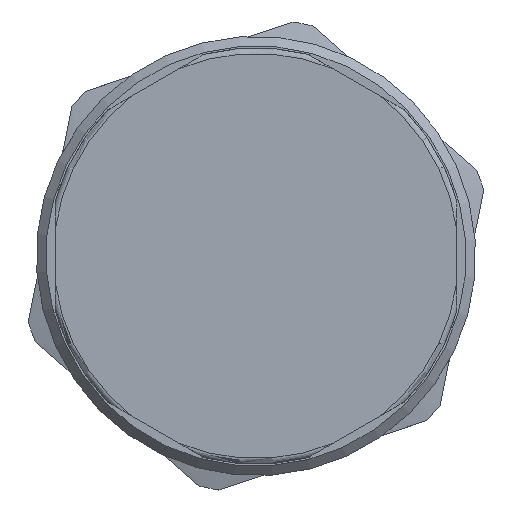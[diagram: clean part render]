
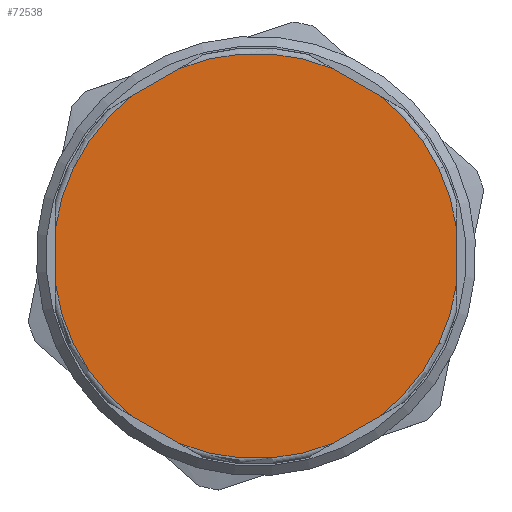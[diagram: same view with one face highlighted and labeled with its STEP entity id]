
A CAD part, left-side view. The second image highlights one B-rep face of the part: STEP entity #72538.
In plain terms, the highlighted planar face has unit normal (-1, 0, 0).
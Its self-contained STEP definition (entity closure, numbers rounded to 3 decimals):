
#71974=CARTESIAN_POINT('',(0.0,3.992,-9.82));
#71975=VERTEX_POINT('',#71974);
#71991=CARTESIAN_POINT('',(0.0,6.508,-8.367));
#71992=VERTEX_POINT('',#71991);
#71993=CARTESIAN_POINT('',(0.0,6.508,-8.367));
#71994=DIRECTION('',(0.0,-0.866,-0.5));
#71995=VECTOR('',#71994,2.905);
#71996=LINE('',#71993,#71995);
#71997=EDGE_CURVE('',#71992,#71975,#71996,.T.);
#72082=CARTESIAN_POINT('',(0.0,-6.508,-8.367));
#72083=VERTEX_POINT('',#72082);
#72099=CARTESIAN_POINT('',(0.0,-3.992,-9.82));
#72100=VERTEX_POINT('',#72099);
#72101=CARTESIAN_POINT('',(0.,-3.992,-9.82));
#72102=DIRECTION('',(0.0,-0.866,0.5));
#72103=VECTOR('',#72102,2.905);
#72104=LINE('',#72101,#72103);
#72105=EDGE_CURVE('',#72100,#72083,#72104,.T.);
#72190=CARTESIAN_POINT('',(0.0,-10.5,1.453));
#72191=VERTEX_POINT('',#72190);
#72207=CARTESIAN_POINT('',(0.0,-10.5,-1.453));
#72208=VERTEX_POINT('',#72207);
#72209=CARTESIAN_POINT('',(0.0,-10.5,-1.453));
#72210=DIRECTION('',(0.0,0.0,1.0));
#72211=VECTOR('',#72210,2.905);
#72212=LINE('',#72209,#72211);
#72213=EDGE_CURVE('',#72208,#72191,#72212,.T.);
#72298=CARTESIAN_POINT('',(0.0,-3.992,9.82));
#72299=VERTEX_POINT('',#72298);
#72315=CARTESIAN_POINT('',(0.0,-6.508,8.367));
#72316=VERTEX_POINT('',#72315);
#72317=CARTESIAN_POINT('',(0.,-6.508,8.367));
#72318=DIRECTION('',(0.0,0.866,0.5));
#72319=VECTOR('',#72318,2.905);
#72320=LINE('',#72317,#72319);
#72321=EDGE_CURVE('',#72316,#72299,#72320,.T.);
#72406=CARTESIAN_POINT('',(0.0,6.508,8.367));
#72407=VERTEX_POINT('',#72406);
#72423=CARTESIAN_POINT('',(0.0,3.992,9.82));
#72424=VERTEX_POINT('',#72423);
#72425=CARTESIAN_POINT('',(0.0,3.992,9.82));
#72426=DIRECTION('',(0.0,0.866,-0.5));
#72427=VECTOR('',#72426,2.905);
#72428=LINE('',#72425,#72427);
#72429=EDGE_CURVE('',#72424,#72407,#72428,.T.);
#72474=CARTESIAN_POINT('',(0.0,9.2,0.0));
#72475=DIRECTION('',(-1.0,0.0,0.0));
#72476=DIRECTION('',(0.0,0.0,1.0));
#72477=AXIS2_PLACEMENT_3D('',#72474,#72475,#72476);
#72478=PLANE('',#72477);
#72479=ORIENTED_EDGE('',*,*,#71997,.T.);
#72480=CARTESIAN_POINT('',(0.0,0.0,0.0));
#72481=DIRECTION('',(1.0,0.0,0.0));
#72482=DIRECTION('',(0.0,-1.0,0.0));
#72483=AXIS2_PLACEMENT_3D('',#72480,#72481,#72482);
#72484=CIRCLE('',#72483,10.6);
#72485=EDGE_CURVE('',#72100,#71975,#72484,.T.);
#72486=ORIENTED_EDGE('',*,*,#72485,.F.);
#72487=ORIENTED_EDGE('',*,*,#72105,.T.);
#72488=CARTESIAN_POINT('',(0.0,0.0,0.0));
#72489=DIRECTION('',(1.0,0.0,0.0));
#72490=DIRECTION('',(0.0,-1.0,0.0));
#72491=AXIS2_PLACEMENT_3D('',#72488,#72489,#72490);
#72492=CIRCLE('',#72491,10.6);
#72493=EDGE_CURVE('',#72208,#72083,#72492,.T.);
#72494=ORIENTED_EDGE('',*,*,#72493,.F.);
#72495=ORIENTED_EDGE('',*,*,#72213,.T.);
#72496=CARTESIAN_POINT('',(0.0,0.0,0.0));
#72497=DIRECTION('',(1.0,0.0,0.0));
#72498=DIRECTION('',(0.0,-1.0,0.0));
#72499=AXIS2_PLACEMENT_3D('',#72496,#72497,#72498);
#72500=CIRCLE('',#72499,10.6);
#72501=EDGE_CURVE('',#72316,#72191,#72500,.T.);
#72502=ORIENTED_EDGE('',*,*,#72501,.F.);
#72503=ORIENTED_EDGE('',*,*,#72321,.T.);
#72504=CARTESIAN_POINT('',(0.0,0.0,0.0));
#72505=DIRECTION('',(1.0,0.0,0.0));
#72506=DIRECTION('',(0.0,-1.0,0.0));
#72507=AXIS2_PLACEMENT_3D('',#72504,#72505,#72506);
#72508=CIRCLE('',#72507,10.6);
#72509=EDGE_CURVE('',#72424,#72299,#72508,.T.);
#72510=ORIENTED_EDGE('',*,*,#72509,.F.);
#72511=ORIENTED_EDGE('',*,*,#72429,.T.);
#72512=CARTESIAN_POINT('',(0.0,10.5,1.453));
#72513=VERTEX_POINT('',#72512);
#72514=CARTESIAN_POINT('',(0.0,0.0,0.0));
#72515=DIRECTION('',(1.0,0.0,0.0));
#72516=DIRECTION('',(0.0,-1.0,0.0));
#72517=AXIS2_PLACEMENT_3D('',#72514,#72515,#72516);
#72518=CIRCLE('',#72517,10.6);
#72519=EDGE_CURVE('',#72513,#72407,#72518,.T.);
#72520=ORIENTED_EDGE('',*,*,#72519,.F.);
#72521=CARTESIAN_POINT('',(0.0,10.5,-1.453));
#72522=VERTEX_POINT('',#72521);
#72523=CARTESIAN_POINT('',(0.0,10.5,1.453));
#72524=DIRECTION('',(0.0,0.0,-1.0));
#72525=VECTOR('',#72524,2.905);
#72526=LINE('',#72523,#72525);
#72527=EDGE_CURVE('',#72513,#72522,#72526,.T.);
#72528=ORIENTED_EDGE('',*,*,#72527,.T.);
#72529=CARTESIAN_POINT('',(0.0,0.0,0.0));
#72530=DIRECTION('',(1.0,0.0,0.0));
#72531=DIRECTION('',(0.0,-1.0,0.0));
#72532=AXIS2_PLACEMENT_3D('',#72529,#72530,#72531);
#72533=CIRCLE('',#72532,10.6);
#72534=EDGE_CURVE('',#71992,#72522,#72533,.T.);
#72535=ORIENTED_EDGE('',*,*,#72534,.F.);
#72536=EDGE_LOOP('',(#72479,#72486,#72487,#72494,#72495,#72502,#72503,#72510,#72511,#72520,#72528,#72535));
#72537=FACE_OUTER_BOUND('',#72536,.T.);
#72538=ADVANCED_FACE('',(#72537),#72478,.T.);
